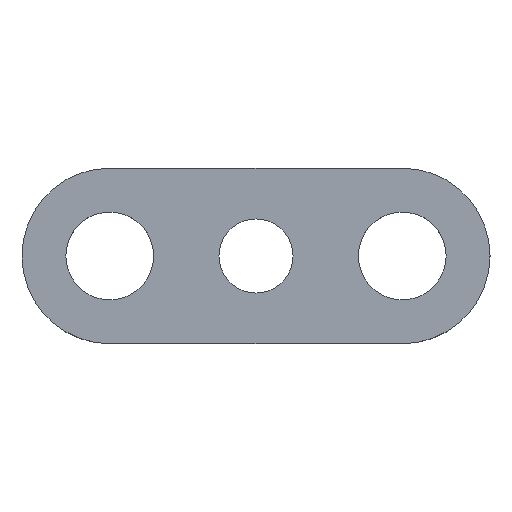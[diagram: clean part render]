
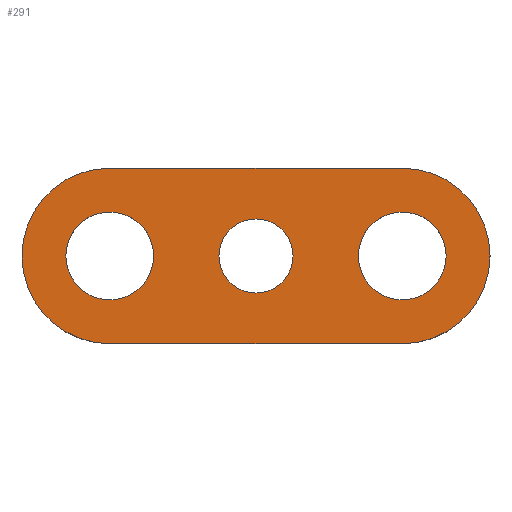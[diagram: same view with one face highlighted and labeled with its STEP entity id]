
A CAD part, top view. The second image highlights one B-rep face of the part: STEP entity #291.
In plain terms, the highlighted planar face has unit normal (0, 0, 1).
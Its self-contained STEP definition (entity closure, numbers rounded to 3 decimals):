
#2 = FACE_BOUND ( 'NONE', #195, .T. ) ;
#4 = ORIENTED_EDGE ( 'NONE', *, *, #270, .F. ) ;
#6 = VERTEX_POINT ( 'NONE', #309 ) ;
#13 = AXIS2_PLACEMENT_3D ( 'NONE', #351, #420, #407 ) ;
#14 = CARTESIAN_POINT ( 'NONE',  ( -9.75, 0., 2. ) ) ;
#20 = DIRECTION ( 'NONE',  ( 0., 0., 1. ) ) ;
#21 = CIRCLE ( 'NONE', #293, 4.5 ) ;
#31 = CARTESIAN_POINT ( 'NONE',  ( 1.9, 0., 2. ) ) ;
#32 = EDGE_LOOP ( 'NONE', ( #185, #298 ) ) ;
#34 = CARTESIAN_POINT ( 'NONE',  ( 7.5, 0., 2. ) ) ;
#43 = FACE_BOUND ( 'NONE', #59, .T. ) ;
#50 = VERTEX_POINT ( 'NONE', #169 ) ;
#54 = CIRCLE ( 'NONE', #170, 2.25 ) ;
#59 = EDGE_LOOP ( 'NONE', ( #4, #250 ) ) ;
#63 = EDGE_CURVE ( 'NONE', #368, #50, #215, .T. ) ;
#64 = CARTESIAN_POINT ( 'NONE',  ( -7.5, 4.5, 2. ) ) ;
#65 = DIRECTION ( 'NONE',  ( 1., 0., 0. ) ) ;
#73 = EDGE_CURVE ( 'NONE', #219, #83, #220, .T. ) ;
#76 = ORIENTED_EDGE ( 'NONE', *, *, #254, .F. ) ;
#78 = VERTEX_POINT ( 'NONE', #314 ) ;
#79 = EDGE_CURVE ( 'NONE', #133, #6, #21, .T. ) ;
#81 = DIRECTION ( 'NONE',  ( 1., 0., 0. ) ) ;
#83 = VERTEX_POINT ( 'NONE', #318 ) ;
#85 = ORIENTED_EDGE ( 'NONE', *, *, #79, .T. ) ;
#92 = DIRECTION ( 'NONE',  ( 0., 0., 1. ) ) ;
#103 = DIRECTION ( 'NONE',  ( 0., 0., 1. ) ) ;
#105 = CIRCLE ( 'NONE', #302, 1.9 ) ;
#107 = CARTESIAN_POINT ( 'NONE',  ( -7.5, 0., 2. ) ) ;
#112 = DIRECTION ( 'NONE',  ( 1., 0., 0. ) ) ;
#117 = CARTESIAN_POINT ( 'NONE',  ( 5.25, 0., 2. ) ) ;
#122 = EDGE_CURVE ( 'NONE', #78, #133, #132, .T. ) ;
#129 = ORIENTED_EDGE ( 'NONE', *, *, #276, .T. ) ;
#132 = LINE ( 'NONE', #64, #343 ) ;
#133 = VERTEX_POINT ( 'NONE', #460 ) ;
#147 = DIRECTION ( 'NONE',  ( -1., 0., 0. ) ) ;
#153 = VERTEX_POINT ( 'NONE', #282 ) ;
#155 = VECTOR ( 'NONE', #305, 1000. ) ;
#156 = CARTESIAN_POINT ( 'NONE',  ( -7.5, 0., 2. ) ) ;
#159 = LINE ( 'NONE', #222, #155 ) ;
#161 = DIRECTION ( 'NONE',  ( 1., 0., 0. ) ) ;
#169 = CARTESIAN_POINT ( 'NONE',  ( 9.75, 0., 2. ) ) ;
#170 = AXIS2_PLACEMENT_3D ( 'NONE', #107, #392, #324 ) ;
#171 = CIRCLE ( 'NONE', #367, 2.25 ) ;
#174 = CARTESIAN_POINT ( 'NONE',  ( 0., 0., 2. ) ) ;
#176 = EDGE_CURVE ( 'NONE', #333, #296, #54, .T. ) ;
#185 = ORIENTED_EDGE ( 'NONE', *, *, #454, .F. ) ;
#195 = EDGE_LOOP ( 'NONE', ( #76, #345 ) ) ;
#201 = CARTESIAN_POINT ( 'NONE',  ( 0., 0., 2. ) ) ;
#202 = CIRCLE ( 'NONE', #317, 4.5 ) ;
#210 = CARTESIAN_POINT ( 'NONE',  ( -7.5, -4.5, 2. ) ) ;
#215 = CIRCLE ( 'NONE', #237, 2.25 ) ;
#218 = ORIENTED_EDGE ( 'NONE', *, *, #416, .T. ) ;
#219 = VERTEX_POINT ( 'NONE', #31 ) ;
#220 = CIRCLE ( 'NONE', #277, 1.9 ) ;
#222 = CARTESIAN_POINT ( 'NONE',  ( -7.5, -4.5, 2. ) ) ;
#225 = CARTESIAN_POINT ( 'NONE',  ( -5.25, 0., 2. ) ) ;
#232 = VERTEX_POINT ( 'NONE', #210 ) ;
#237 = AXIS2_PLACEMENT_3D ( 'NONE', #280, #20, #279 ) ;
#244 = DIRECTION ( 'NONE',  ( 0., 0., 1. ) ) ;
#250 = ORIENTED_EDGE ( 'NONE', *, *, #73, .F. ) ;
#254 = EDGE_CURVE ( 'NONE', #296, #333, #171, .T. ) ;
#256 = DIRECTION ( 'NONE',  ( 1., 0., 0. ) ) ;
#261 = AXIS2_PLACEMENT_3D ( 'NONE', #340, #244, #273 ) ;
#264 = ORIENTED_EDGE ( 'NONE', *, *, #122, .T. ) ;
#266 = ORIENTED_EDGE ( 'NONE', *, *, #344, .T. ) ;
#270 = EDGE_CURVE ( 'NONE', #83, #219, #105, .T. ) ;
#273 = DIRECTION ( 'NONE',  ( 1., 0., 0. ) ) ;
#276 = EDGE_CURVE ( 'NONE', #153, #78, #202, .T. ) ;
#277 = AXIS2_PLACEMENT_3D ( 'NONE', #201, #415, #161 ) ;
#279 = DIRECTION ( 'NONE',  ( 1., 0., 0. ) ) ;
#280 = CARTESIAN_POINT ( 'NONE',  ( 7.5, 0., 2. ) ) ;
#282 = CARTESIAN_POINT ( 'NONE',  ( 7.5, -4.5, 2. ) ) ;
#291 = ADVANCED_FACE ( 'NONE', ( #2, #405, #395, #43 ), #440, .T. ) ;
#293 = AXIS2_PLACEMENT_3D ( 'NONE', #411, #92, #65 ) ;
#296 = VERTEX_POINT ( 'NONE', #225 ) ;
#298 = ORIENTED_EDGE ( 'NONE', *, *, #63, .F. ) ;
#299 = DIRECTION ( 'NONE',  ( 0., 0., 1. ) ) ;
#302 = AXIS2_PLACEMENT_3D ( 'NONE', #174, #423, #355 ) ;
#305 = DIRECTION ( 'NONE',  ( 1., 0., 0. ) ) ;
#309 = CARTESIAN_POINT ( 'NONE',  ( -12., 0., 2. ) ) ;
#310 = CIRCLE ( 'NONE', #13, 4.5 ) ;
#314 = CARTESIAN_POINT ( 'NONE',  ( 7.5, 4.5, 2. ) ) ;
#317 = AXIS2_PLACEMENT_3D ( 'NONE', #34, #299, #256 ) ;
#318 = CARTESIAN_POINT ( 'NONE',  ( -1.9, 0., 2. ) ) ;
#324 = DIRECTION ( 'NONE',  ( 1., 0., 0. ) ) ;
#333 = VERTEX_POINT ( 'NONE', #14 ) ;
#340 = CARTESIAN_POINT ( 'NONE',  ( 7.5, 0., 2. ) ) ;
#343 = VECTOR ( 'NONE', #147, 1000. ) ;
#344 = EDGE_CURVE ( 'NONE', #232, #153, #159, .T. ) ;
#345 = ORIENTED_EDGE ( 'NONE', *, *, #176, .F. ) ;
#351 = CARTESIAN_POINT ( 'NONE',  ( -7.5, 0., 2. ) ) ;
#355 = DIRECTION ( 'NONE',  ( 1., 0., 0. ) ) ;
#358 = AXIS2_PLACEMENT_3D ( 'NONE', #156, #433, #81 ) ;
#359 = EDGE_LOOP ( 'NONE', ( #85, #218, #266, #129, #264 ) ) ;
#367 = AXIS2_PLACEMENT_3D ( 'NONE', #429, #103, #112 ) ;
#368 = VERTEX_POINT ( 'NONE', #117 ) ;
#392 = DIRECTION ( 'NONE',  ( 0., 0., 1. ) ) ;
#395 = FACE_OUTER_BOUND ( 'NONE', #359, .T. ) ;
#401 = CIRCLE ( 'NONE', #261, 2.25 ) ;
#405 = FACE_BOUND ( 'NONE', #32, .T. ) ;
#407 = DIRECTION ( 'NONE',  ( 1., 0., 0. ) ) ;
#411 = CARTESIAN_POINT ( 'NONE',  ( -7.5, 0., 2. ) ) ;
#415 = DIRECTION ( 'NONE',  ( 0., 0., 1. ) ) ;
#416 = EDGE_CURVE ( 'NONE', #6, #232, #310, .T. ) ;
#420 = DIRECTION ( 'NONE',  ( 0., 0., 1. ) ) ;
#423 = DIRECTION ( 'NONE',  ( 0., 0., 1. ) ) ;
#429 = CARTESIAN_POINT ( 'NONE',  ( -7.5, 0., 2. ) ) ;
#433 = DIRECTION ( 'NONE',  ( 0., 0., 1. ) ) ;
#440 = PLANE ( 'NONE',  #358 ) ;
#454 = EDGE_CURVE ( 'NONE', #50, #368, #401, .T. ) ;
#460 = CARTESIAN_POINT ( 'NONE',  ( -7.5, 4.5, 2. ) ) ;
